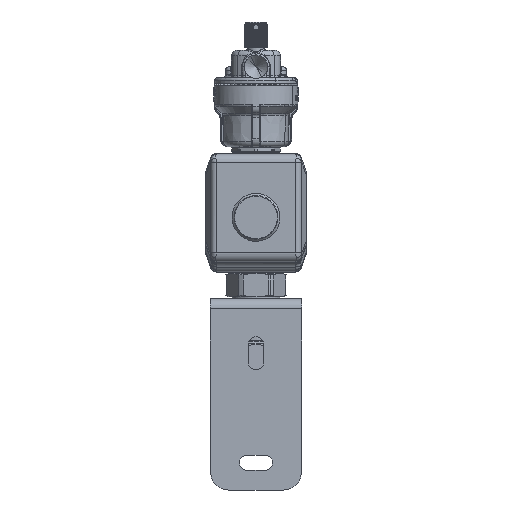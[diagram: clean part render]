
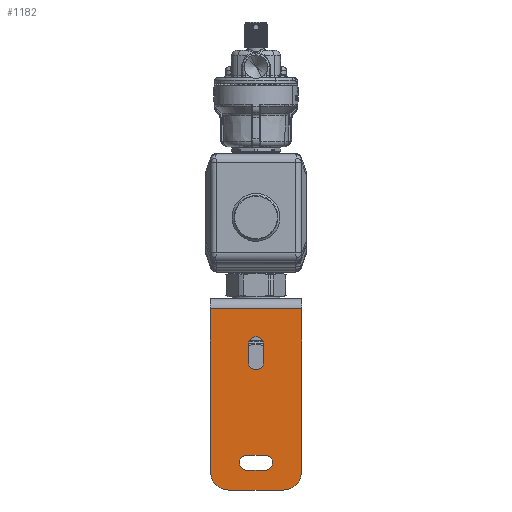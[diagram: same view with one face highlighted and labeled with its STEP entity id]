
A CAD part, front view. The second image highlights one B-rep face of the part: STEP entity #1182.
In plain terms, the highlighted planar face has unit normal (0, -1, 0).
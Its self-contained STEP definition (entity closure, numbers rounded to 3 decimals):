
#76=CARTESIAN_POINT('Line Origine',(0.,-224.5,-50.2)) ;
#80=CARTESIAN_POINT('Vertex',(-25.,-224.5,-50.2)) ;
#82=CARTESIAN_POINT('Vertex',(25.,-224.5,-50.2)) ;
#790=CARTESIAN_POINT('Vertex',(-5.,-224.5,-138.8)) ;
#793=CARTESIAN_POINT('Line Origine',(0.,-224.5,-138.8)) ;
#797=CARTESIAN_POINT('Vertex',(5.,-224.5,-138.8)) ;
#824=CARTESIAN_POINT('Axis2P3D Location',(5.,-224.5,-134.7)) ;
#828=CARTESIAN_POINT('Vertex',(5.,-224.5,-130.6)) ;
#859=CARTESIAN_POINT('Vertex',(-5.,-224.5,-130.6)) ;
#862=CARTESIAN_POINT('Axis2P3D Location',(-5.,-224.5,-134.7)) ;
#884=CARTESIAN_POINT('Line Origine',(0.,-224.5,-130.6)) ;
#914=CARTESIAN_POINT('Vertex',(-4.1,-224.5,-69.7)) ;
#917=CARTESIAN_POINT('Line Origine',(-4.1,-224.5,-74.7)) ;
#921=CARTESIAN_POINT('Vertex',(-4.1,-224.5,-79.7)) ;
#948=CARTESIAN_POINT('Axis2P3D Location',(0.,-224.5,-79.7)) ;
#952=CARTESIAN_POINT('Vertex',(4.1,-224.5,-79.7)) ;
#983=CARTESIAN_POINT('Vertex',(4.1,-224.5,-69.7)) ;
#986=CARTESIAN_POINT('Axis2P3D Location',(0.,-224.5,-69.7)) ;
#1008=CARTESIAN_POINT('Line Origine',(4.1,-224.5,-74.7)) ;
#1029=CARTESIAN_POINT('Vertex',(25.,-224.5,-139.7)) ;
#1039=CARTESIAN_POINT('Line Origine',(25.,-224.5,-94.95)) ;
#1067=CARTESIAN_POINT('Axis2P3D Location',(15.,-224.5,-139.7)) ;
#1071=CARTESIAN_POINT('Vertex',(15.,-224.5,-149.7)) ;
#1097=CARTESIAN_POINT('Vertex',(-25.,-224.5,-139.7)) ;
#1100=CARTESIAN_POINT('Line Origine',(-25.,-224.5,-94.95)) ;
#1132=CARTESIAN_POINT('Vertex',(-15.,-224.5,-149.7)) ;
#1140=CARTESIAN_POINT('Line Origine',(0.,-224.5,-149.7)) ;
#1152=CARTESIAN_POINT('Axis2P3D Location',(-25.,-224.5,-149.7)) ;
#1157=CARTESIAN_POINT('Axis2P3D Location',(-15.,-224.5,-139.7)) ;
#78=VECTOR('Line Direction',#77,1.) ;
#795=VECTOR('Line Direction',#794,1.) ;
#886=VECTOR('Line Direction',#885,1.) ;
#919=VECTOR('Line Direction',#918,1.) ;
#1010=VECTOR('Line Direction',#1009,1.) ;
#1041=VECTOR('Line Direction',#1040,1.) ;
#1102=VECTOR('Line Direction',#1101,1.) ;
#1142=VECTOR('Line Direction',#1141,1.) ;
#77=DIRECTION('Vector Direction',(1.,0.,0.)) ;
#794=DIRECTION('Vector Direction',(-1.,0.,0.)) ;
#825=DIRECTION('Axis2P3D Direction',(0.,-1.,0.)) ;
#863=DIRECTION('Axis2P3D Direction',(0.,-1.,0.)) ;
#885=DIRECTION('Vector Direction',(1.,0.,0.)) ;
#918=DIRECTION('Vector Direction',(0.,0.,1.)) ;
#949=DIRECTION('Axis2P3D Direction',(0.,-1.,0.)) ;
#987=DIRECTION('Axis2P3D Direction',(0.,-1.,0.)) ;
#1009=DIRECTION('Vector Direction',(0.,0.,-1.)) ;
#1040=DIRECTION('Vector Direction',(0.,0.,1.)) ;
#1068=DIRECTION('Axis2P3D Direction',(0.,-1.,0.)) ;
#1101=DIRECTION('Vector Direction',(0.,0.,1.)) ;
#1141=DIRECTION('Vector Direction',(1.,0.,0.)) ;
#1153=DIRECTION('Axis2P3D Direction',(0.,-1.,0.)) ;
#1154=DIRECTION('Axis2P3D XDirection',(1.,0.,0.)) ;
#1158=DIRECTION('Axis2P3D Direction',(0.,-1.,0.)) ;
#826=AXIS2_PLACEMENT_3D('Circle Axis2P3D',#824,#825,$) ;
#864=AXIS2_PLACEMENT_3D('Circle Axis2P3D',#862,#863,$) ;
#950=AXIS2_PLACEMENT_3D('Circle Axis2P3D',#948,#949,$) ;
#988=AXIS2_PLACEMENT_3D('Circle Axis2P3D',#986,#987,$) ;
#1069=AXIS2_PLACEMENT_3D('Circle Axis2P3D',#1067,#1068,$) ;
#1155=AXIS2_PLACEMENT_3D('Plane Axis2P3D',#1152,#1153,#1154) ;
#1159=AXIS2_PLACEMENT_3D('Circle Axis2P3D',#1157,#1158,$) ;
#79=LINE('Line',#76,#78) ;
#796=LINE('Line',#793,#795) ;
#887=LINE('Line',#884,#886) ;
#920=LINE('Line',#917,#919) ;
#1011=LINE('Line',#1008,#1010) ;
#1042=LINE('Line',#1039,#1041) ;
#1103=LINE('Line',#1100,#1102) ;
#1143=LINE('Line',#1140,#1142) ;
#827=CIRCLE('generated circle',#826,4.1) ;
#865=CIRCLE('generated circle',#864,4.1) ;
#951=CIRCLE('generated circle',#950,4.1) ;
#989=CIRCLE('generated circle',#988,4.1) ;
#1070=CIRCLE('generated circle',#1069,10.) ;
#1160=CIRCLE('generated circle',#1159,10.) ;
#1156=PLANE('',#1155) ;
#1175=FACE_BOUND('',#1170,.T.) ;
#1181=FACE_BOUND('',#1176,.T.) ;
#84=EDGE_CURVE('',#81,#83,#79,.T.) ;
#799=EDGE_CURVE('',#791,#798,#796,.F.) ;
#830=EDGE_CURVE('',#798,#829,#827,.T.) ;
#866=EDGE_CURVE('',#860,#791,#865,.T.) ;
#888=EDGE_CURVE('',#829,#860,#887,.F.) ;
#923=EDGE_CURVE('',#915,#922,#920,.F.) ;
#954=EDGE_CURVE('',#922,#953,#951,.T.) ;
#990=EDGE_CURVE('',#984,#915,#989,.T.) ;
#1012=EDGE_CURVE('',#953,#984,#1011,.F.) ;
#1043=EDGE_CURVE('',#1030,#83,#1042,.T.) ;
#1073=EDGE_CURVE('',#1030,#1072,#1070,.F.) ;
#1104=EDGE_CURVE('',#1098,#81,#1103,.T.) ;
#1144=EDGE_CURVE('',#1133,#1072,#1143,.T.) ;
#1161=EDGE_CURVE('',#1133,#1098,#1160,.F.) ;
#1163=ORIENTED_EDGE('',*,*,#1144,.T.) ;
#1164=ORIENTED_EDGE('',*,*,#1073,.F.) ;
#1165=ORIENTED_EDGE('',*,*,#1043,.T.) ;
#1166=ORIENTED_EDGE('',*,*,#84,.F.) ;
#1167=ORIENTED_EDGE('',*,*,#1104,.F.) ;
#1168=ORIENTED_EDGE('',*,*,#1161,.F.) ;
#1171=ORIENTED_EDGE('',*,*,#990,.F.) ;
#1172=ORIENTED_EDGE('',*,*,#1012,.F.) ;
#1173=ORIENTED_EDGE('',*,*,#954,.F.) ;
#1174=ORIENTED_EDGE('',*,*,#923,.F.) ;
#1177=ORIENTED_EDGE('',*,*,#866,.F.) ;
#1178=ORIENTED_EDGE('',*,*,#888,.F.) ;
#1179=ORIENTED_EDGE('',*,*,#830,.F.) ;
#1180=ORIENTED_EDGE('',*,*,#799,.F.) ;
#1162=EDGE_LOOP('',(#1163,#1164,#1165,#1166,#1167,#1168)) ;
#1170=EDGE_LOOP('',(#1171,#1172,#1173,#1174)) ;
#1176=EDGE_LOOP('',(#1177,#1178,#1179,#1180)) ;
#81=VERTEX_POINT('',#80) ;
#83=VERTEX_POINT('',#82) ;
#791=VERTEX_POINT('',#790) ;
#798=VERTEX_POINT('',#797) ;
#829=VERTEX_POINT('',#828) ;
#860=VERTEX_POINT('',#859) ;
#915=VERTEX_POINT('',#914) ;
#922=VERTEX_POINT('',#921) ;
#953=VERTEX_POINT('',#952) ;
#984=VERTEX_POINT('',#983) ;
#1030=VERTEX_POINT('',#1029) ;
#1072=VERTEX_POINT('',#1071) ;
#1098=VERTEX_POINT('',#1097) ;
#1133=VERTEX_POINT('',#1132) ;
#1182=ADVANCED_FACE('PartBody',(#1169,#1175,#1181),#1156,.T.) ;
#1169=FACE_OUTER_BOUND('',#1162,.T.) ;
